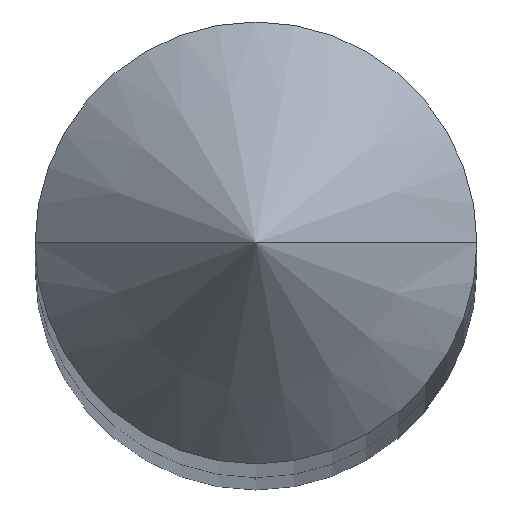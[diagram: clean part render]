
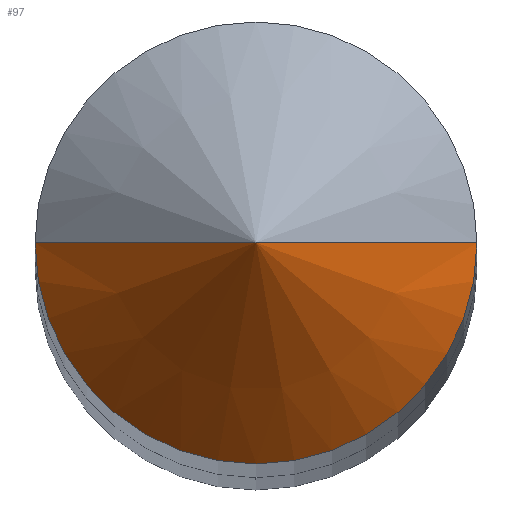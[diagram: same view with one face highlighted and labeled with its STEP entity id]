
A CAD part, top view. The second image highlights one B-rep face of the part: STEP entity #97.
In plain terms, the highlighted conical face has half-angle 45 degrees and reference radius 0.546 mm.
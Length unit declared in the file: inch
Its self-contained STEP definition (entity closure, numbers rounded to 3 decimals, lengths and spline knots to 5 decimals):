
#1 = CONICAL_SURFACE ( 'NONE', #139, 0.0215, 0.785 ) ;
#7 = FACE_OUTER_BOUND ( 'NONE', #18, .T. ) ;
#9 = DIRECTION ( 'NONE',  ( 0., 0., -1. ) ) ;
#12 = CARTESIAN_POINT ( 'NONE',  ( 0., 0., -0.03125 ) ) ;
#17 = DIRECTION ( 'NONE',  ( 0.707, 0., -0.707 ) ) ;
#18 = EDGE_LOOP ( 'NONE', ( #29, #355, #203 ) ) ;
#29 = ORIENTED_EDGE ( 'NONE', *, *, #290, .F. ) ;
#38 = DIRECTION ( 'NONE',  ( -0.707, 0., -0.707 ) ) ;
#60 = CARTESIAN_POINT ( 'NONE',  ( 0., 0., -0.03125 ) ) ;
#90 = DIRECTION ( 'NONE',  ( -1., 0., 0. ) ) ;
#97 = ADVANCED_FACE ( 'NONE', ( #7 ), #1, .T. ) ;
#109 = LINE ( 'NONE', #273, #347 ) ;
#115 = VERTEX_POINT ( 'NONE', #346 ) ;
#122 = CARTESIAN_POINT ( 'NONE',  ( -0.0215, 0., -0.03125 ) ) ;
#139 = AXIS2_PLACEMENT_3D ( 'NONE', #12, #9, #90 ) ;
#143 = EDGE_CURVE ( 'NONE', #247, #115, #269, .T. ) ;
#203 = ORIENTED_EDGE ( 'NONE', *, *, #143, .T. ) ;
#231 = VECTOR ( 'NONE', #17, 39.37008 ) ;
#242 = DIRECTION ( 'NONE',  ( 0., 0., 1. ) ) ;
#247 = VERTEX_POINT ( 'NONE', #122 ) ;
#268 = DIRECTION ( 'NONE',  ( 1., 0., 0. ) ) ;
#269 = CIRCLE ( 'NONE', #325, 0.0215 ) ;
#273 = CARTESIAN_POINT ( 'NONE',  ( -0.0215, 0., -0.03125 ) ) ;
#290 = EDGE_CURVE ( 'NONE', #299, #115, #352, .T. ) ;
#298 = CARTESIAN_POINT ( 'NONE',  ( 0., 0., -0.00975 ) ) ;
#299 = VERTEX_POINT ( 'NONE', #298 ) ;
#316 = EDGE_CURVE ( 'NONE', #299, #247, #109, .T. ) ;
#325 = AXIS2_PLACEMENT_3D ( 'NONE', #60, #242, #268 ) ;
#346 = CARTESIAN_POINT ( 'NONE',  ( 0.0215, 0., -0.03125 ) ) ;
#347 = VECTOR ( 'NONE', #38, 39.37008 ) ;
#352 = LINE ( 'NONE', #357, #231 ) ;
#355 = ORIENTED_EDGE ( 'NONE', *, *, #316, .T. ) ;
#357 = CARTESIAN_POINT ( 'NONE',  ( 0.0215, 0., -0.03125 ) ) ;
